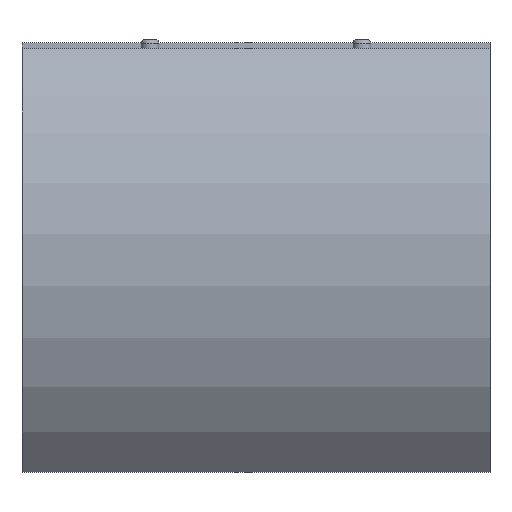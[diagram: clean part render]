
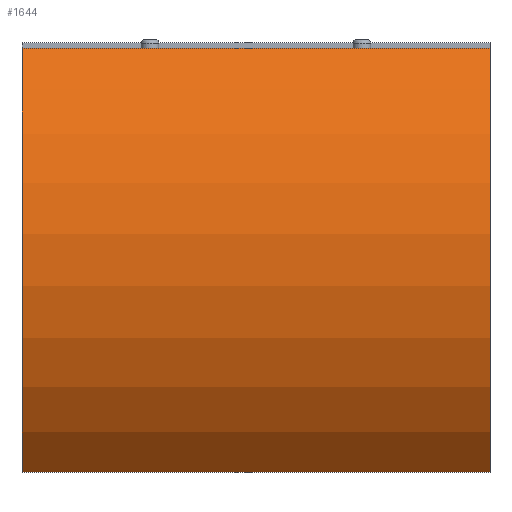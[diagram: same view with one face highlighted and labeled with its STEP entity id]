
A CAD part, front view. The second image highlights one B-rep face of the part: STEP entity #1644.
In plain terms, the highlighted cylindrical face has radius 172.704 mm (diameter 345.407 mm), a partial arc.
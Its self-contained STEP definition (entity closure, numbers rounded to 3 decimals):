
#56=LINE('',#2876,#129);
#73=LINE('',#3142,#146);
#129=VECTOR('',#2239,10.);
#146=VECTOR('',#2478,10.);
#372=CYLINDRICAL_SURFACE('',#1912,172.704);
#494=FACE_OUTER_BOUND('',#625,.T.);
#625=EDGE_LOOP('',(#1462,#1463,#1464,#1465));
#691=CIRCLE('',#1913,172.704);
#692=CIRCLE('',#1914,172.704);
#766=VERTEX_POINT('',#2874);
#767=VERTEX_POINT('',#2875);
#802=VERTEX_POINT('',#3140);
#803=VERTEX_POINT('',#3141);
#936=EDGE_CURVE('',#766,#767,#56,.T.);
#1025=EDGE_CURVE('',#802,#803,#73,.T.);
#1026=EDGE_CURVE('',#766,#803,#691,.T.);
#1027=EDGE_CURVE('',#802,#767,#692,.T.);
#1462=ORIENTED_EDGE('',*,*,#1025,.T.);
#1463=ORIENTED_EDGE('',*,*,#1026,.F.);
#1464=ORIENTED_EDGE('',*,*,#936,.T.);
#1465=ORIENTED_EDGE('',*,*,#1027,.F.);
#1644=ADVANCED_FACE('',(#494),#372,.T.);
#1912=AXIS2_PLACEMENT_3D('',#3139,#2476,#2477);
#1913=AXIS2_PLACEMENT_3D('',#3143,#2479,#2480);
#1914=AXIS2_PLACEMENT_3D('',#3144,#2481,#2482);
#2239=DIRECTION('',(-1.,0.,0.));
#2476=DIRECTION('center_axis',(1.,0.,0.));
#2477=DIRECTION('ref_axis',(0.,-0.719,0.695));
#2478=DIRECTION('',(1.,0.,0.));
#2479=DIRECTION('center_axis',(1.,0.,0.));
#2480=DIRECTION('ref_axis',(0.,-0.719,0.695));
#2481=DIRECTION('center_axis',(-1.,0.,0.));
#2482=DIRECTION('ref_axis',(0.,-0.719,0.695));
#2874=CARTESIAN_POINT('',(132.5,0.,120.));
#2875=CARTESIAN_POINT('',(-132.5,0.,120.));
#2876=CARTESIAN_POINT('',(0.,0.,120.));
#3139=CARTESIAN_POINT('Origin',(0.,124.204,0.));
#3140=CARTESIAN_POINT('',(-132.5,0.,-120.));
#3141=CARTESIAN_POINT('',(132.5,0.,-120.));
#3142=CARTESIAN_POINT('',(0.,0.,-120.));
#3143=CARTESIAN_POINT('Origin',(132.5,124.204,0.));
#3144=CARTESIAN_POINT('Origin',(-132.5,124.204,0.));
